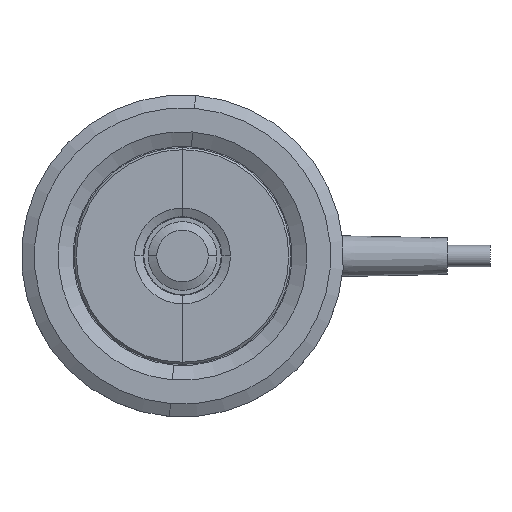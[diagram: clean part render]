
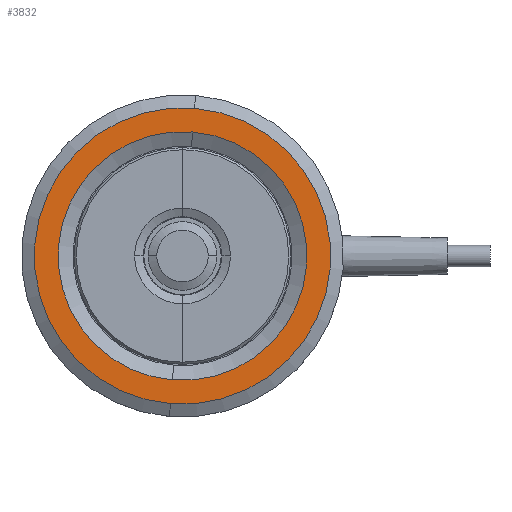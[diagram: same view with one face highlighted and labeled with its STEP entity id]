
A CAD part, top view. The second image highlights one B-rep face of the part: STEP entity #3832.
In plain terms, the highlighted planar face has unit normal (0, 0, 1).
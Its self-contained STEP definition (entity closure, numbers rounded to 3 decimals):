
#30 = AXIS2_PLACEMENT_3D ( 'NONE', #2511, #2509, #2505 ) ;
#250 = AXIS2_PLACEMENT_3D ( 'NONE', #2578, #2579, #2577 ) ;
#271 = AXIS2_PLACEMENT_3D ( 'NONE', #2804, #2802, #2800 ) ;
#430 = AXIS2_PLACEMENT_3D ( 'NONE', #3040, #3039, #3038 ) ;
#444 = AXIS2_PLACEMENT_3D ( 'NONE', #2697, #2695, #2694 ) ;
#506 = EDGE_CURVE ( 'NONE', #4100, #4099, #1702, .T. ) ;
#556 = EDGE_CURVE ( 'NONE', #4107, #4109, #1210, .T. ) ;
#563 = EDGE_CURVE ( 'NONE', #4099, #4100, #1206, .T. ) ;
#621 = EDGE_CURVE ( 'NONE', #4109, #4107, #1244, .T. ) ;
#661 = ORIENTED_EDGE ( 'NONE', *, *, #506, .T. ) ;
#1039 = ORIENTED_EDGE ( 'NONE', *, *, #556, .T. ) ;
#1206 = CIRCLE ( 'NONE', #271, 28.964 ) ;
#1210 = CIRCLE ( 'NONE', #444, 34.5 ) ;
#1244 = CIRCLE ( 'NONE', #250, 34.5 ) ;
#1399 = ORIENTED_EDGE ( 'NONE', *, *, #563, .T. ) ;
#1665 = ORIENTED_EDGE ( 'NONE', *, *, #621, .T. ) ;
#1702 = CIRCLE ( 'NONE', #430, 28.964 ) ;
#1818 = CARTESIAN_POINT ( 'NONE',  ( 2.351, 28.868, 6.8 ) ) ;
#1819 = CARTESIAN_POINT ( 'NONE',  ( -2.351, -28.868, 6.8 ) ) ;
#2368 = CARTESIAN_POINT ( 'NONE',  ( 2.801, 34.386, 6.8 ) ) ;
#2370 = CARTESIAN_POINT ( 'NONE',  ( -2.801, -34.386, 6.8 ) ) ;
#2505 = DIRECTION ( 'NONE',  ( -0.081, -0.997, 0. ) ) ;
#2508 = PLANE ( 'NONE',  #30 ) ;
#2509 = DIRECTION ( 'NONE',  ( 0., 0., -1. ) ) ;
#2511 = CARTESIAN_POINT ( 'NONE',  ( 25.416, -2.07, 6.8 ) ) ;
#2577 = DIRECTION ( 'NONE',  ( -0.081, -0.997, 0. ) ) ;
#2578 = CARTESIAN_POINT ( 'NONE',  ( 0., 0., 6.8 ) ) ;
#2579 = DIRECTION ( 'NONE',  ( 0., 0., 1. ) ) ;
#2694 = DIRECTION ( 'NONE',  ( -0.081, -0.997, 0. ) ) ;
#2695 = DIRECTION ( 'NONE',  ( 0., 0., 1. ) ) ;
#2697 = CARTESIAN_POINT ( 'NONE',  ( 0., 0., 6.8 ) ) ;
#2800 = DIRECTION ( 'NONE',  ( -0.081, -0.997, 0. ) ) ;
#2802 = DIRECTION ( 'NONE',  ( 0., 0., -1. ) ) ;
#2804 = CARTESIAN_POINT ( 'NONE',  ( 0., 0., 6.8 ) ) ;
#3038 = DIRECTION ( 'NONE',  ( -0.081, -0.997, 0. ) ) ;
#3039 = DIRECTION ( 'NONE',  ( 0., 0., -1. ) ) ;
#3040 = CARTESIAN_POINT ( 'NONE',  ( 0., 0., 6.8 ) ) ;
#3635 = FACE_BOUND ( 'NONE', #3836, .T. ) ;
#3639 = FACE_OUTER_BOUND ( 'NONE', #3840, .T. ) ;
#3832 = ADVANCED_FACE ( 'NONE', ( #3639, #3635 ), #2508, .F. ) ;
#3836 = EDGE_LOOP ( 'NONE', ( #661, #1399 ) ) ;
#3840 = EDGE_LOOP ( 'NONE', ( #1039, #1665 ) ) ;
#4099 = VERTEX_POINT ( 'NONE', #1819 ) ;
#4100 = VERTEX_POINT ( 'NONE', #1818 ) ;
#4107 = VERTEX_POINT ( 'NONE', #2370 ) ;
#4109 = VERTEX_POINT ( 'NONE', #2368 ) ;
